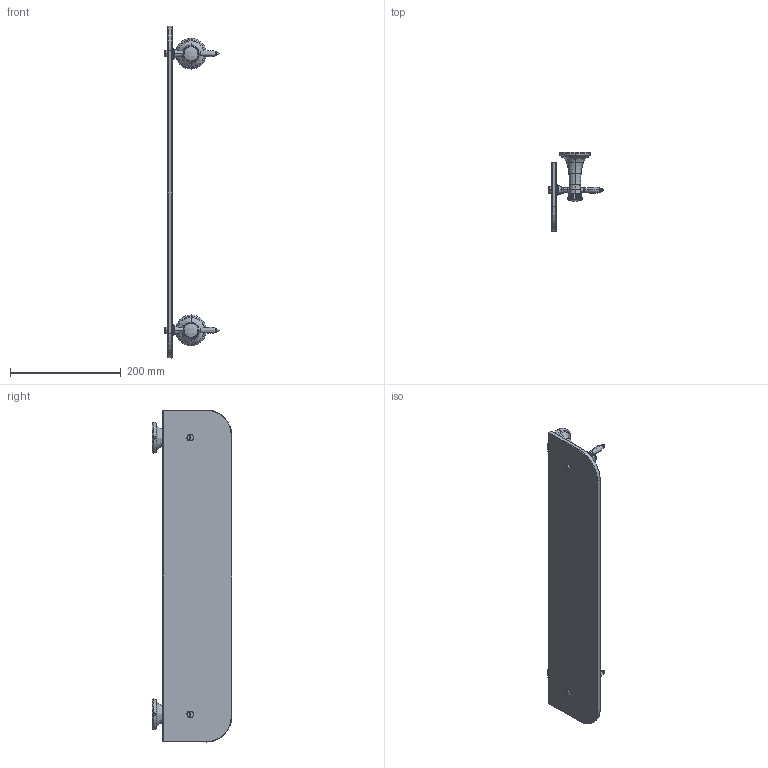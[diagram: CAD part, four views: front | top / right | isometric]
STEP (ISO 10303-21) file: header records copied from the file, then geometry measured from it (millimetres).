
FILE_DESCRIPTION (( 'STEP AP203' ), '1' );
FILE_NAME ('ARE13.stp', '2021-05-14T05:27:45', ( '' ), ( '' ), 'SwSTEP 2.0', 'SolidWorks 2021', '' );
FILE_SCHEMA (( 'CONFIG_CONTROL_DESIGN' ));
Length unit declared in the file: millimetre
Products named in the file (14): 56003_ASM_1_ASM_1_ASM; ARE13; 56532_1_1_2; 52502_1_1_2; P565370; P235020; 56-67532_2_1; 56003_ASM_1_ASM; 56532_1_1; P565040; 56530_1_1_2; 56530_1_1; 56003-1_ASM_1_ASM_1_ASM; 52502_1_1
Assembly tree (17 placements, depth 5):
  ARE13
    56003_ASM_1_ASM
      56003_ASM_1_ASM_1_ASM
        56-67532_2_1
        56003-1_ASM_1_ASM_1_ASM  x2
          56530_1_1
          56530_1_1_2
          56532_1_1
          56532_1_1_2
          52502_1_1_2
          52502_1_1
    P565370  x2
    P235020  x2
    P565040  x2
Bounding box: 97.61 x 143.56 x 600 mm (x, y, z)
Volume: 651102.2 mm3; surface area: 212256.2 mm2
Topology: 13 solids, 23 shells, 650 faces, 1628 edges, 1016 vertices
Faces by surface type: cylinder 246, plane 190, bspline 158, cone 56
Entity records: 17933 total; most frequent: CARTESIAN_POINT 8966, ORIENTED_EDGE 1646, DIRECTION 1382, EDGE_CURVE 833, AXIS2_PLACEMENT_3D 526, VERTEX_POINT 524, EDGE_LOOP 369, FACE_OUTER_BOUND 337
